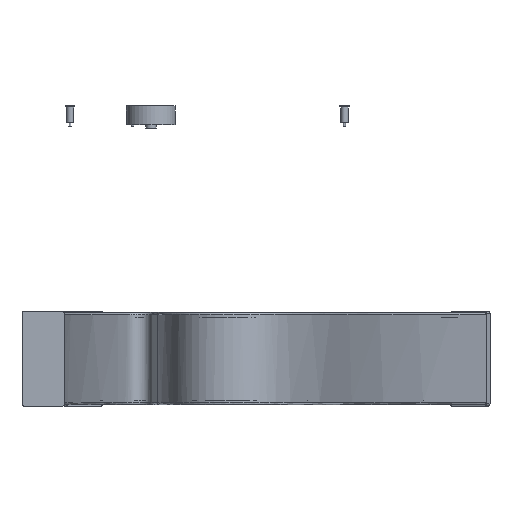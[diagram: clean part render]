
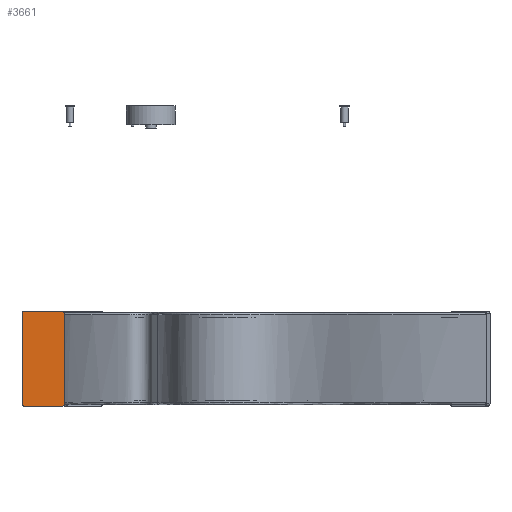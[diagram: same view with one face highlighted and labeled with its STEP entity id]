
A CAD part, left-side view. The second image highlights one B-rep face of the part: STEP entity #3661.
In plain terms, the highlighted planar face has unit normal (-1, 0, 0).
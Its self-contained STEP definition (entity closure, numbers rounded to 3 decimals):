
#387=CIRCLE('',#4127,4.);
#391=CIRCLE('',#4134,4.);
#392=CIRCLE('',#4136,4.);
#393=CIRCLE('',#4139,4.);
#514=PLANE('',#4142);
#760=FACE_OUTER_BOUND('',#1034,.T.);
#1034=EDGE_LOOP('',(#3263,#3264,#3265,#3266,#3267,#3268,#3269,#3270));
#1289=LINE('',#72760,#1477);
#1294=LINE('',#72774,#1482);
#1297=LINE('',#72781,#1485);
#1298=LINE('',#72783,#1486);
#1477=VECTOR('',#5168,10.);
#1482=VECTOR('',#5183,10.);
#1485=VECTOR('',#5192,10.);
#1486=VECTOR('',#5195,10.);
#1764=VERTEX_POINT('',#72739);
#1765=VERTEX_POINT('',#72741);
#1772=VERTEX_POINT('',#72759);
#1773=VERTEX_POINT('',#72763);
#1774=VERTEX_POINT('',#72767);
#1775=VERTEX_POINT('',#72768);
#1776=VERTEX_POINT('',#72773);
#1777=VERTEX_POINT('',#72777);
#2260=EDGE_CURVE('',#1764,#1765,#387,.T.);
#2269=EDGE_CURVE('',#1772,#1765,#1289,.T.);
#2271=EDGE_CURVE('',#1772,#1773,#391,.T.);
#2273=EDGE_CURVE('',#1774,#1775,#392,.T.);
#2276=EDGE_CURVE('',#1776,#1775,#1294,.T.);
#2278=EDGE_CURVE('',#1776,#1777,#393,.T.);
#2280=EDGE_CURVE('',#1774,#1773,#1297,.T.);
#2281=EDGE_CURVE('',#1764,#1777,#1298,.T.);
#3263=ORIENTED_EDGE('',*,*,#2260,.F.);
#3264=ORIENTED_EDGE('',*,*,#2281,.T.);
#3265=ORIENTED_EDGE('',*,*,#2278,.F.);
#3266=ORIENTED_EDGE('',*,*,#2276,.T.);
#3267=ORIENTED_EDGE('',*,*,#2273,.F.);
#3268=ORIENTED_EDGE('',*,*,#2280,.T.);
#3269=ORIENTED_EDGE('',*,*,#2271,.F.);
#3270=ORIENTED_EDGE('',*,*,#2269,.T.);
#3661=ADVANCED_FACE('',(#760),#514,.T.);
#4127=AXIS2_PLACEMENT_3D('',#72742,#5151,#5152);
#4134=AXIS2_PLACEMENT_3D('',#72764,#5172,#5173);
#4136=AXIS2_PLACEMENT_3D('',#72769,#5177,#5178);
#4139=AXIS2_PLACEMENT_3D('',#72778,#5187,#5188);
#4142=AXIS2_PLACEMENT_3D('',#72784,#5196,#5197);
#5151=DIRECTION('center_axis',(1.,0.,0.));
#5152=DIRECTION('ref_axis',(0.,0.707,0.707));
#5168=DIRECTION('',(0.,1.,0.));
#5172=DIRECTION('center_axis',(1.,0.,0.));
#5173=DIRECTION('ref_axis',(0.,-0.707,0.707));
#5177=DIRECTION('center_axis',(1.,0.,0.));
#5178=DIRECTION('ref_axis',(0.,-0.707,-0.707));
#5183=DIRECTION('',(0.,-1.,0.));
#5187=DIRECTION('center_axis',(1.,0.,0.));
#5188=DIRECTION('ref_axis',(0.,0.707,-0.707));
#5192=DIRECTION('',(0.,0.,1.));
#5195=DIRECTION('',(0.,0.,-1.));
#5196=DIRECTION('center_axis',(-1.,0.,0.));
#5197=DIRECTION('ref_axis',(0.,0.,
-1.));
#72739=CARTESIAN_POINT('',(-407.693,478.245,148.5));
#72741=CARTESIAN_POINT('',(-407.693,474.245,152.5));
#72742=CARTESIAN_POINT('Origin',(-407.693,474.245,148.5));
#72759=CARTESIAN_POINT('',(-407.693,413.245,152.5));
#72760=CARTESIAN_POINT('',(-407.693,409.245,152.5));
#72763=CARTESIAN_POINT('',(-407.693,409.245,148.5));
#72764=CARTESIAN_POINT('Origin',(-407.693,413.245,148.5));
#72767=CARTESIAN_POINT('',(-407.693,409.245,1.5));
#72768=CARTESIAN_POINT('',(-407.693,413.245,-2.5));
#72769=CARTESIAN_POINT('Origin',(-407.693,413.245,1.5));
#72773=CARTESIAN_POINT('',(-407.693,474.245,-2.5));
#72774=CARTESIAN_POINT('',(-407.693,478.245,-2.5));
#72777=CARTESIAN_POINT('',(-407.693,478.245,1.5));
#72778=CARTESIAN_POINT('Origin',(-407.693,474.245,1.5));
#72781=CARTESIAN_POINT('',(-407.693,409.245,-2.5));
#72783=CARTESIAN_POINT('',(-407.693,478.245,152.5));
#72784=CARTESIAN_POINT('Origin',(-407.693,443.745,75.));
